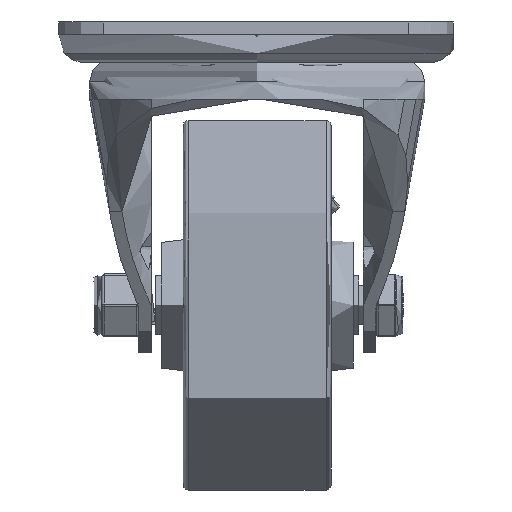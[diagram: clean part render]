
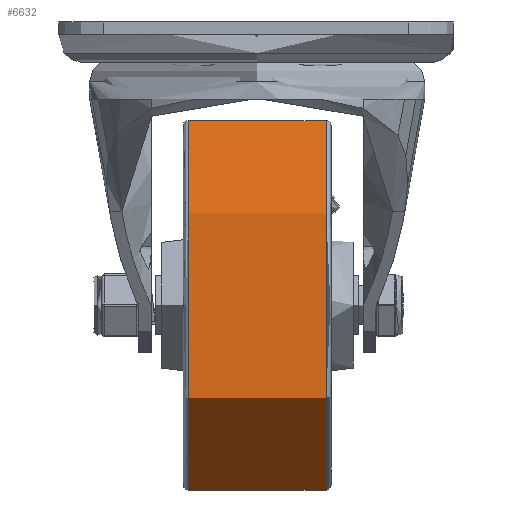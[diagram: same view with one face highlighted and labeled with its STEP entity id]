
A CAD part, left-side view. The second image highlights one B-rep face of the part: STEP entity #6632.
In plain terms, the highlighted cylindrical face has radius 37.5 mm (diameter 75 mm), a full revolution.
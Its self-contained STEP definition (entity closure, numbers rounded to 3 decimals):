
#677=CYLINDRICAL_SURFACE('',#7294,37.5);
#939=LINE('',#11620,#1349);
#1349=VECTOR('',#8482,37.5);
#1754=FACE_OUTER_BOUND('',#2183,.T.);
#2183=EDGE_LOOP('',(#5211,#5212,#5213,#5214,#5215,#5216));
#2615=CIRCLE('',#7292,37.5);
#2616=CIRCLE('',#7293,37.5);
#2617=CIRCLE('',#7295,37.5);
#2618=CIRCLE('',#7296,37.5);
#3069=VERTEX_POINT('',#11613);
#3070=VERTEX_POINT('',#11615);
#3071=VERTEX_POINT('',#11619);
#3072=VERTEX_POINT('',#11621);
#3834=EDGE_CURVE('',#3069,#3070,#2615,.T.);
#3835=EDGE_CURVE('',#3070,#3069,#2616,.T.);
#3836=EDGE_CURVE('',#3070,#3071,#939,.T.);
#3837=EDGE_CURVE('',#3071,#3072,#2617,.T.);
#3838=EDGE_CURVE('',#3072,#3071,#2618,.T.);
#5211=ORIENTED_EDGE('',*,*,#3834,.F.);
#5212=ORIENTED_EDGE('',*,*,#3835,.F.);
#5213=ORIENTED_EDGE('',*,*,#3836,.T.);
#5214=ORIENTED_EDGE('',*,*,#3837,.T.);
#5215=ORIENTED_EDGE('',*,*,#3838,.T.);
#5216=ORIENTED_EDGE('',*,*,#3836,.F.);
#6632=ADVANCED_FACE('',(#1754),#677,.T.);
#7292=AXIS2_PLACEMENT_3D('',#11616,#8476,#8477);
#7293=AXIS2_PLACEMENT_3D('',#11617,#8478,#8479);
#7294=AXIS2_PLACEMENT_3D('',#11618,#8480,#8481);
#7295=AXIS2_PLACEMENT_3D('',#11622,#8483,#8484);
#7296=AXIS2_PLACEMENT_3D('',#11623,#8485,#8486);
#8476=DIRECTION('center_axis',(0.,-1.,0.));
#8477=DIRECTION('ref_axis',(0.,0.,1.));
#8478=DIRECTION('center_axis',(0.,-1.,0.));
#8479=DIRECTION('ref_axis',(0.,0.,1.));
#8480=DIRECTION('center_axis',(0.,-1.,0.));
#8481=DIRECTION('ref_axis',(0.,0.,1.));
#8482=DIRECTION('',(0.,1.,0.));
#8483=DIRECTION('center_axis',(0.,-1.,0.));
#8484=DIRECTION('ref_axis',(0.,0.,1.));
#8485=DIRECTION('center_axis',(0.,-1.,0.));
#8486=DIRECTION('ref_axis',(0.,0.,1.));
#11613=CARTESIAN_POINT('',(0.,-14.,37.5));
#11615=CARTESIAN_POINT('',(0.,-14.,-37.5));
#11616=CARTESIAN_POINT('Origin',(0.,-14.,0.));
#11617=CARTESIAN_POINT('Origin',(0.,-14.,0.));
#11618=CARTESIAN_POINT('Origin',(0.,0.,0.));
#11619=CARTESIAN_POINT('',(0.,14.,-37.5));
#11620=CARTESIAN_POINT('',(0.,0.,-37.5));
#11621=CARTESIAN_POINT('',(0.,14.,37.5));
#11622=CARTESIAN_POINT('Origin',(0.,14.,0.));
#11623=CARTESIAN_POINT('Origin',(0.,14.,0.));
